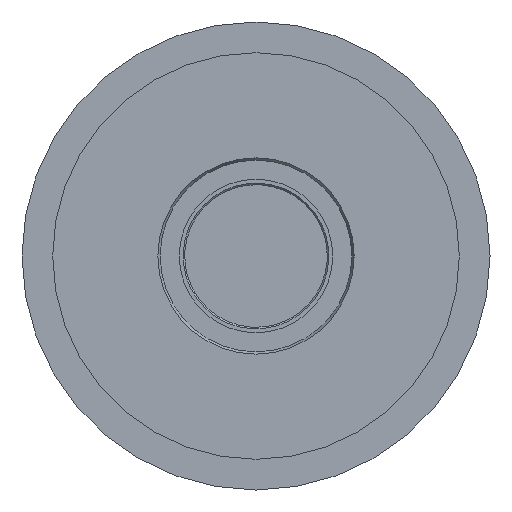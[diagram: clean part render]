
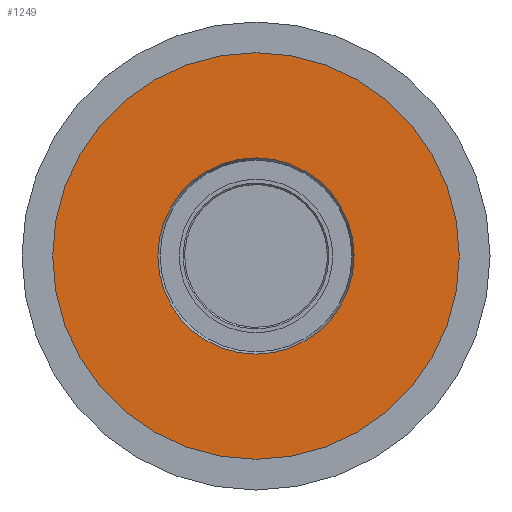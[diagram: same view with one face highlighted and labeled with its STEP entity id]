
A CAD part, left-side view. The second image highlights one B-rep face of the part: STEP entity #1249.
In plain terms, the highlighted planar face has unit normal (-1, 0, 0).
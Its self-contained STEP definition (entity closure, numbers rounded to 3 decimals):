
#1067=CARTESIAN_POINT('',(-10.,12.789,0.0));
#1068=VERTEX_POINT('',#1067);
#1069=CARTESIAN_POINT('',(-10.,0.0,0.0));
#1070=DIRECTION('',(1.0,0.0,0.0));
#1071=DIRECTION('',(0.0,1.0,0.0));
#1072=AXIS2_PLACEMENT_3D('',#1069,#1070,#1071);
#1073=CIRCLE('',#1072,12.789);
#1074=EDGE_CURVE('',#1068,#1068,#1073,.T.);
#1226=CARTESIAN_POINT('',(-10.,26.5,0.0));
#1227=VERTEX_POINT('',#1226);
#1228=CARTESIAN_POINT('',(-10.,0.0,0.0));
#1229=DIRECTION('',(1.0,0.0,0.0));
#1230=DIRECTION('',(0.0,1.0,0.0));
#1231=AXIS2_PLACEMENT_3D('',#1228,#1229,#1230);
#1232=CIRCLE('',#1231,26.5);
#1233=EDGE_CURVE('',#1227,#1227,#1232,.T.);
#1238=CARTESIAN_POINT('',(-10.,19.644,0.0));
#1239=DIRECTION('',(-1.0,0.0,0.0));
#1240=DIRECTION('',(0.0,0.0,1.0));
#1241=AXIS2_PLACEMENT_3D('',#1238,#1239,#1240);
#1242=PLANE('',#1241);
#1243=ORIENTED_EDGE('',*,*,#1233,.F.);
#1244=EDGE_LOOP('',(#1243));
#1245=FACE_OUTER_BOUND('',#1244,.T.);
#1246=ORIENTED_EDGE('',*,*,#1074,.T.);
#1247=EDGE_LOOP('',(#1246));
#1248=FACE_BOUND('',#1247,.T.);
#1249=ADVANCED_FACE('',(#1245,#1248),#1242,.T.);
